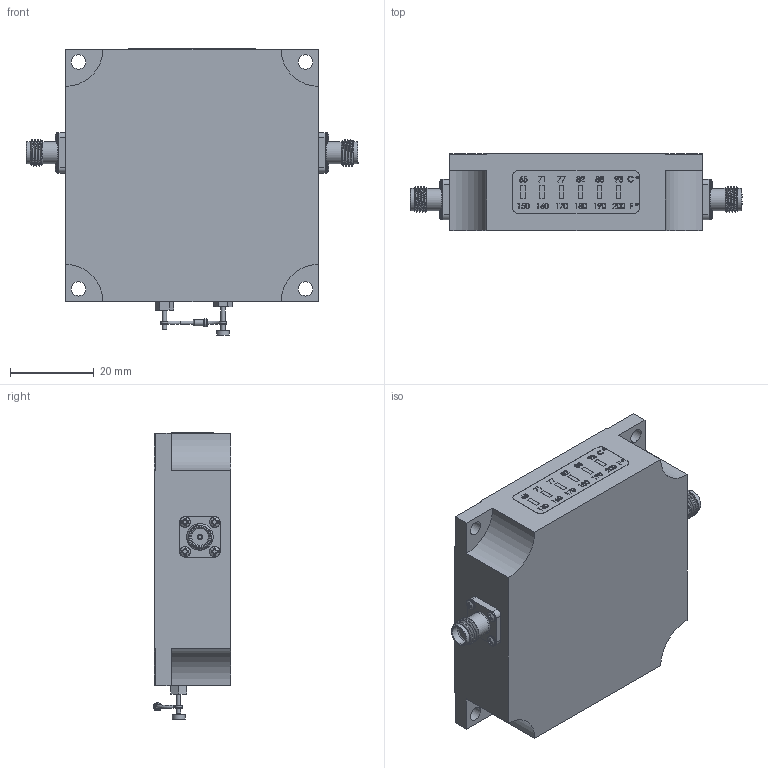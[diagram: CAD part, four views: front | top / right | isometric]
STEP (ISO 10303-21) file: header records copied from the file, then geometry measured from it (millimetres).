
FILE_DESCRIPTION (( 'STEP AP203' ), '1' );
FILE_NAME ('FMAM21_3D.step', '2022-12-15T18:20:07', ( '' ), ( '' ), 'SwSTEP 2.0', 'SolidWorks 2021', '' );
FILE_SCHEMA (( 'CONFIG_CONTROL_DESIGN' ));
Products named in the file (1): FMAM21_3D
Bounding box: 79.5 x 18.52 x 68.5 mm (x, y, z)
Volume: 63862.3 mm3; surface area: 13704.8 mm2
Topology: 15 solids, 15 shells, 1675 faces, 4365 edges, 2906 vertices
Faces by surface type: plane 1024, bspline 519, cylinder 79, cone 42, torus 11
Full cylindrical faces by diameter (mm): 0.508 x2, 0.762 x1, 0.94 x2, 1.016 x5, 1.092 x8, 1.194 x5, 1.27 x1, 1.412 x1, 1.984 x1, 2.591 x8, 3.048 x1, 3.454 x4, 4.521 x2, 5.08 x2, 5.334 x4
Entity records: 81030 total; most frequent: CARTESIAN_POINT 43883, ORIENTED_EDGE 8540, DIRECTION 5615, EDGE_CURVE 4270, VERTEX_POINT 2883, VECTOR 2801, LINE 2801, EDGE_LOOP 1969
